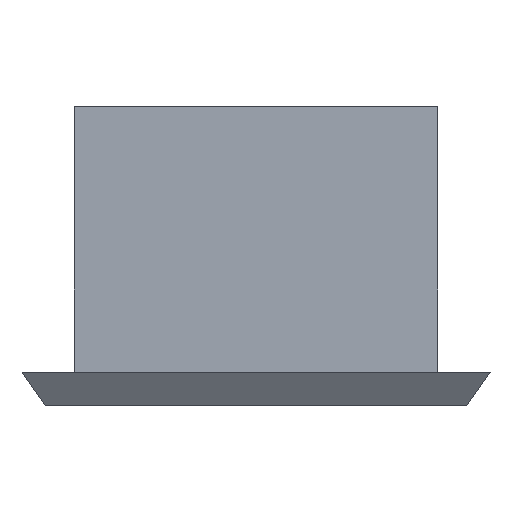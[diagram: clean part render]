
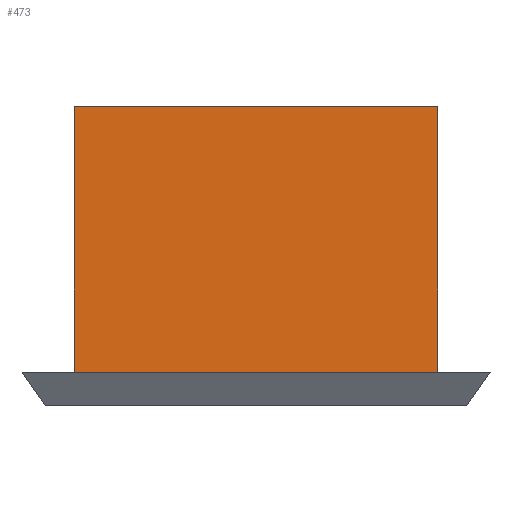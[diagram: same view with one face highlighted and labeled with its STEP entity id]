
A CAD part, left-side view. The second image highlights one B-rep face of the part: STEP entity #473.
In plain terms, the highlighted planar face has unit normal (-1, 0, 0).
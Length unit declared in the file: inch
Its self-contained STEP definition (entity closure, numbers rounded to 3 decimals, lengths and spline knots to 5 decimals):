
#43=FACE_OUTER_BOUND('',#71,.T.);
#71=EDGE_LOOP('',(#409,#410,#411,#412));
#82=LINE('',#633,#144);
#129=LINE('',#729,#191);
#135=LINE('',#740,#197);
#136=LINE('',#742,#198);
#144=VECTOR('',#513,0.3937);
#191=VECTOR('',#600,0.3937);
#197=VECTOR('',#610,0.3937);
#198=VECTOR('',#613,0.3937);
#204=VERTEX_POINT('',#627);
#206=VERTEX_POINT('',#631);
#235=VERTEX_POINT('',#728);
#238=VERTEX_POINT('',#738);
#246=EDGE_CURVE('',#204,#206,#82,.T.);
#293=EDGE_CURVE('',#204,#235,#129,.T.);
#299=EDGE_CURVE('',#206,#238,#135,.T.);
#300=EDGE_CURVE('',#235,#238,#136,.T.);
#409=ORIENTED_EDGE('',*,*,#246,.T.);
#410=ORIENTED_EDGE('',*,*,#299,.T.);
#411=ORIENTED_EDGE('',*,*,#300,.F.);
#412=ORIENTED_EDGE('',*,*,#293,.F.);
#448=PLANE('',#500);
#473=ADVANCED_FACE('',(#43),#448,.T.);
#500=AXIS2_PLACEMENT_3D('',#741,#611,#612);
#513=DIRECTION('',(0.,-1.,0.));
#600=DIRECTION('',(0.,0.,1.));
#610=DIRECTION('',(0.,0.,1.));
#611=DIRECTION('center_axis',(-1.,0.,0.));
#612=DIRECTION('ref_axis',(0.,-1.,0.));
#613=DIRECTION('',(0.,-1.,0.));
#627=CARTESIAN_POINT('',(-0.96445,0.41972,0.));
#631=CARTESIAN_POINT('',(-0.96445,-0.1279,0.));
#633=CARTESIAN_POINT('',(-0.96445,0.41972,0.));
#728=CARTESIAN_POINT('',(-0.96445,0.41972,0.4));
#729=CARTESIAN_POINT('',(-0.96445,0.41972,0.));
#738=CARTESIAN_POINT('',(-0.96445,-0.1279,0.4));
#740=CARTESIAN_POINT('',(-0.96445,-0.1279,0.));
#741=CARTESIAN_POINT('Origin',(-0.96445,0.41972,0.));
#742=CARTESIAN_POINT('',(-0.96445,0.41972,0.4));
